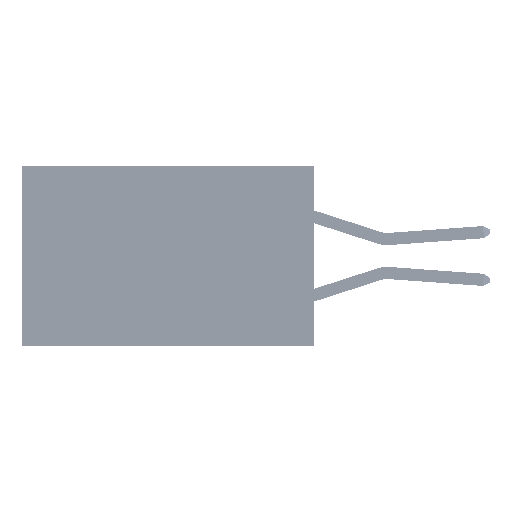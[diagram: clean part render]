
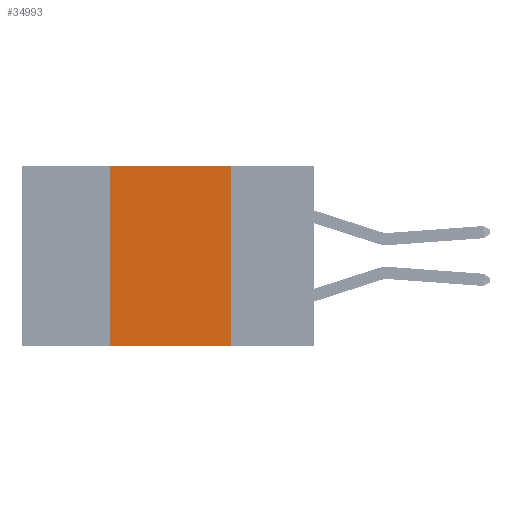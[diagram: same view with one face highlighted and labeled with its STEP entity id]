
A CAD part, left-side view. The second image highlights one B-rep face of the part: STEP entity #34993.
In plain terms, the highlighted planar face has unit normal (-1, 0, 0).
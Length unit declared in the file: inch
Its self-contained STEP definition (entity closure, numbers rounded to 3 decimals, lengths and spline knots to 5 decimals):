
#307 = CARTESIAN_POINT ( 'NONE',  ( 0., 0.6, 0. ) ) ;
#584 = DIRECTION ( 'NONE',  ( 0., 0., 1. ) ) ;
#1820 = LINE ( 'NONE', #4837, #18350 ) ;
#2573 = VERTEX_POINT ( 'NONE', #42918 ) ;
#4147 = EDGE_LOOP ( 'NONE', ( #10038, #17984, #34430, #22433 ) ) ;
#4837 = CARTESIAN_POINT ( 'NONE',  ( 0., 0.42, 0. ) ) ;
#5184 = LINE ( 'NONE', #26013, #30189 ) ;
#10038 = ORIENTED_EDGE ( 'NONE', *, *, #28461, .F. ) ;
#11960 = CARTESIAN_POINT ( 'NONE',  ( 0., 0.42, 0. ) ) ;
#12955 = DIRECTION ( 'NONE',  ( 0., -1., 0. ) ) ;
#14297 = CARTESIAN_POINT ( 'NONE',  ( 0., 0.17, -0.37 ) ) ;
#16714 = EDGE_CURVE ( 'NONE', #38279, #18221, #39745, .T. ) ;
#17267 = EDGE_CURVE ( 'NONE', #2573, #21136, #37999, .T. ) ;
#17984 = ORIENTED_EDGE ( 'NONE', *, *, #16714, .F. ) ;
#18106 = DIRECTION ( 'NONE',  ( 1., 0., 0. ) ) ;
#18221 = VERTEX_POINT ( 'NONE', #20078 ) ;
#18350 = VECTOR ( 'NONE', #584, 39.37008 ) ;
#18726 = DIRECTION ( 'NONE',  ( 0., 0., -1. ) ) ;
#20078 = CARTESIAN_POINT ( 'NONE',  ( 0., 0.17, 0. ) ) ;
#20121 = CARTESIAN_POINT ( 'NONE',  ( 0., 0.6, 0. ) ) ;
#21136 = VERTEX_POINT ( 'NONE', #14297 ) ;
#22433 = ORIENTED_EDGE ( 'NONE', *, *, #17267, .T. ) ;
#23382 = CARTESIAN_POINT ( 'NONE',  ( 0., 0.6, -0.37 ) ) ;
#24971 = FACE_OUTER_BOUND ( 'NONE', #4147, .T. ) ;
#26013 = CARTESIAN_POINT ( 'NONE',  ( 0., 0.17, 0. ) ) ;
#28461 = EDGE_CURVE ( 'NONE', #18221, #21136, #5184, .T. ) ;
#30189 = VECTOR ( 'NONE', #18726, 39.37008 ) ;
#30201 = VECTOR ( 'NONE', #12955, 39.37008 ) ;
#34430 = ORIENTED_EDGE ( 'NONE', *, *, #45874, .F. ) ;
#34993 = ADVANCED_FACE ( 'NONE', ( #24971 ), #39697, .F. ) ;
#36870 = VECTOR ( 'NONE', #41759, 39.37008 ) ;
#37999 = LINE ( 'NONE', #23382, #36870 ) ;
#38279 = VERTEX_POINT ( 'NONE', #11960 ) ;
#39697 = PLANE ( 'NONE',  #43672 ) ;
#39745 = LINE ( 'NONE', #20121, #30201 ) ;
#41759 = DIRECTION ( 'NONE',  ( 0., -1., 0. ) ) ;
#42918 = CARTESIAN_POINT ( 'NONE',  ( 0., 0.42, -0.37 ) ) ;
#43350 = DIRECTION ( 'NONE',  ( 0., 0., -1. ) ) ;
#43672 = AXIS2_PLACEMENT_3D ( 'NONE', #307, #18106, #43350 ) ;
#45874 = EDGE_CURVE ( 'NONE', #2573, #38279, #1820, .T. ) ;
